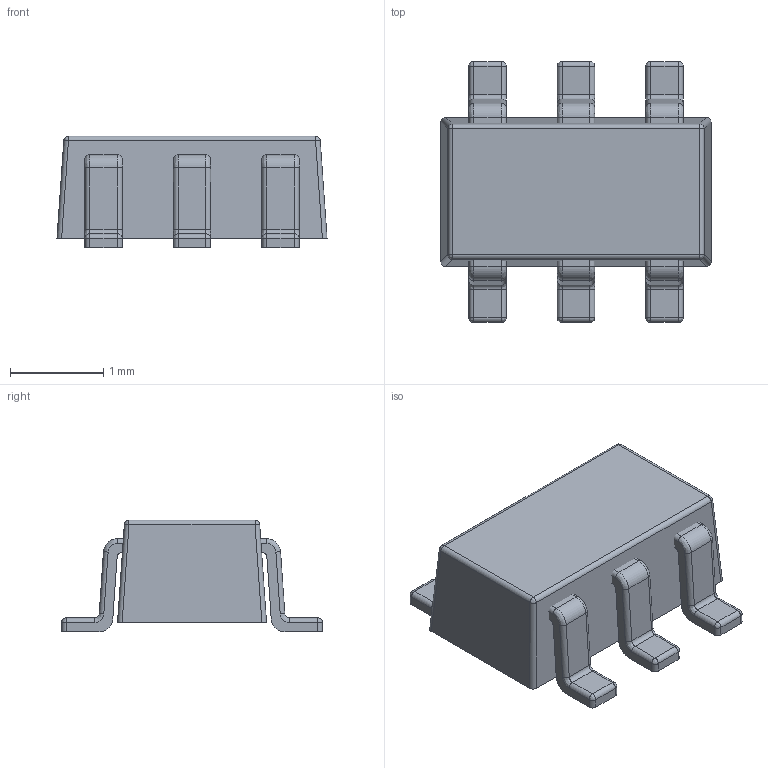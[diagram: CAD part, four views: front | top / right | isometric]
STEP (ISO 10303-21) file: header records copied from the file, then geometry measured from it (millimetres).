
FILE_DESCRIPTION(('STEP AP214'),'1');
FILE_NAME('27720.stp','2017-07-25T14:33:26',('TraceParts'),('TraceParts S.A.'),'Spatial InterOp 3D',' ',' ');
FILE_SCHEMA(('automotive_design'));
Length unit declared in the file: millimetre
Products named in the file (7): 27720_1; 27720_2; 27720_3; 27720_4; 27720_5; 27720_6; 27720_7
Bounding box: 2.9 x 2.8 x 1.2 mm (x, y, z)
Volume: 5.5 mm3; surface area: 32 mm2
Topology: 7 solids, 7 shells, 192 faces, 450 edges, 260 vertices
Faces by surface type: cylinder 86, plane 66, bspline 40
Entity records: 7473 total; most frequent: CARTESIAN_POINT 1581, DIRECTION 896, ORIENTED_EDGE 876, EDGE_CURVE 438, AXIS2_PLACEMENT_3D 327, VERTEX_POINT 260, LINE 242, VECTOR 242
